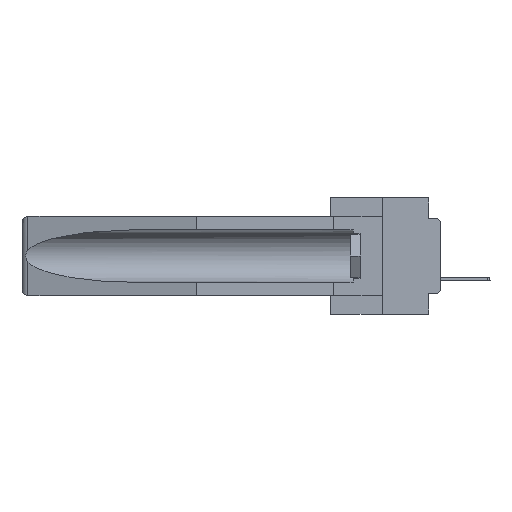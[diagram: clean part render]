
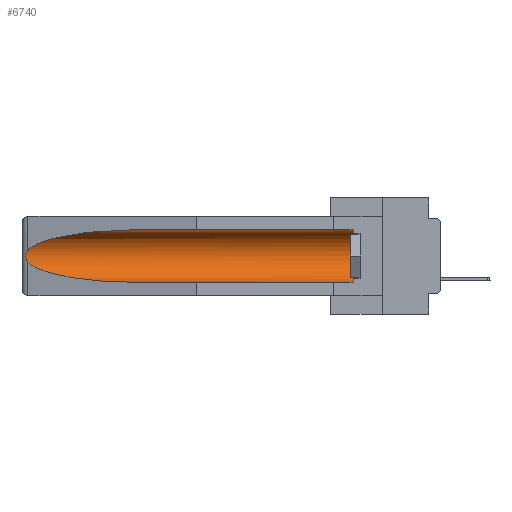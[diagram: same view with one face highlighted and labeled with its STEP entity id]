
A CAD part, left-side view. The second image highlights one B-rep face of the part: STEP entity #6740.
In plain terms, the highlighted cylindrical face has radius 2.857 mm (diameter 5.715 mm), a partial arc.
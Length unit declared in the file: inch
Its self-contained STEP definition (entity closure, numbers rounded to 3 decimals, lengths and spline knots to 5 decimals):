
#273 = CARTESIAN_POINT ( 'NONE',  ( 0.2675, 1.53308, -0.16763 ) ) ;
#379 = VERTEX_POINT ( 'NONE', #32190 ) ;
#460 = ORIENTED_EDGE ( 'NONE', *, *, #9995, .F. ) ;
#1153 = EDGE_CURVE ( 'NONE', #379, #37282, #15908, .T. ) ;
#1901 = VERTEX_POINT ( 'NONE', #36597 ) ;
#3135 = DIRECTION ( 'NONE',  ( 0., 0., 1. ) ) ;
#4902 = ORIENTED_EDGE ( 'NONE', *, *, #10959, .T. ) ;
#5217 = CARTESIAN_POINT ( 'NONE',  ( 0.21114, 1.30732, -0.059 ) ) ;
#5574 = CARTESIAN_POINT ( 'NONE',  ( 0.25451, 1.48313, -0.24835 ) ) ;
#6740 = ADVANCED_FACE ( 'NONE', ( #15976 ), #24576, .F. ) ;
#7173 = CARTESIAN_POINT ( 'NONE',  ( 0.155, -0.30754, -0.059 ) ) ;
#7251 = CARTESIAN_POINT ( 'NONE',  ( 0.155, 1.07973, -0.284 ) ) ;
#8101 = B_SPLINE_CURVE_WITH_KNOTS ( 'NONE', 3,
 ( #16958, #17195, #22749, #8343, #273, #21834, #33267, #33766, #18074, #26726 ),
 .UNSPECIFIED., .F., .F.,
 ( 4, 2, 2, 2, 4 ),
 ( 0., 0.00029, 0.00058, 0.00087, 0.00117 ),
 .UNSPECIFIED. ) ;
#8343 = CARTESIAN_POINT ( 'NONE',  ( 0.2673, 1.5327, -0.16383 ) ) ;
#8382 = DIRECTION ( 'NONE',  ( 0., 1., 0. ) ) ;
#9389 = ORIENTED_EDGE ( 'NONE', *, *, #22216, .T. ) ;
#9815 = CARTESIAN_POINT ( 'NONE',  ( 0.155, -0.30754, -0.284 ) ) ;
#9958 = VECTOR ( 'NONE', #18940, 39.37008 ) ;
#9995 = EDGE_CURVE ( 'NONE', #379, #20451, #10445, .T. ) ;
#10445 = LINE ( 'NONE', #9815, #9958 ) ;
#10885 = ORIENTED_EDGE ( 'NONE', *, *, #1153, .T. ) ;
#10959 = EDGE_CURVE ( 'NONE', #37282, #1901, #17124, .T. ) ;
#13179 = CARTESIAN_POINT ( 'NONE',  ( 0.155, 0.126, -0.059 ) ) ;
#15481 =( BOUNDED_CURVE ( )  B_SPLINE_CURVE ( 3, ( #28439, #5217, #34107, #22524 ),
 .UNSPECIFIED., .F., .F. ) 
 B_SPLINE_CURVE_WITH_KNOTS ( ( 4, 4 ),
 ( 4.71239, 6.08839 ),
 .UNSPECIFIED. ) 
 CURVE ( )  GEOMETRIC_REPRESENTATION_ITEM ( )  RATIONAL_B_SPLINE_CURVE ( ( 1., 0.848, 0.848, 1. ) ) 
 REPRESENTATION_ITEM ( '' )  );
#15766 = ORIENTED_EDGE ( 'NONE', *, *, #35135, .T. ) ;
#15908 = CIRCLE ( 'NONE', #20742, 0.1125 ) ;
#15976 = FACE_OUTER_BOUND ( 'NONE', #28355, .T. ) ;
#16811 = AXIS2_PLACEMENT_3D ( 'NONE', #17330, #17449, #3135 ) ;
#16958 = CARTESIAN_POINT ( 'NONE',  ( 0.26537, 1.52718, -0.14972 ) ) ;
#17124 = LINE ( 'NONE', #7173, #33590 ) ;
#17195 = CARTESIAN_POINT ( 'NONE',  ( 0.26597, 1.52961, -0.15275 ) ) ;
#17330 = CARTESIAN_POINT ( 'NONE',  ( 0.155, -0.30754, -0.1715 ) ) ;
#17449 = DIRECTION ( 'NONE',  ( 0., 1., 0. ) ) ;
#18025 = CARTESIAN_POINT ( 'NONE',  ( 0.26537, 1.52718, -0.19328 ) ) ;
#18074 = CARTESIAN_POINT ( 'NONE',  ( 0.26597, 1.5296, -0.19026 ) ) ;
#18183 = ORIENTED_EDGE ( 'NONE', *, *, #36848, .T. ) ;
#18940 = DIRECTION ( 'NONE',  ( 0., 1., 0. ) ) ;
#19003 = CARTESIAN_POINT ( 'NONE',  ( 0.26537, 1.52718, -0.19328 ) ) ;
#19863 = CARTESIAN_POINT ( 'NONE',  ( 0.155, 1.07973, -0.284 ) ) ;
#19999 = CARTESIAN_POINT ( 'NONE',  ( 0.21114, 1.30732, -0.284 ) ) ;
#20451 = VERTEX_POINT ( 'NONE', #7251 ) ;
#20742 = AXIS2_PLACEMENT_3D ( 'NONE', #27417, #37496, #32392 ) ;
#21512 =( BOUNDED_CURVE ( )  B_SPLINE_CURVE ( 3, ( #19003, #5574, #19999, #19863 ),
 .UNSPECIFIED., .F., .F. ) 
 B_SPLINE_CURVE_WITH_KNOTS ( ( 4, 4 ),
 ( 0.1948, 1.5708 ),
 .UNSPECIFIED. ) 
 CURVE ( )  GEOMETRIC_REPRESENTATION_ITEM ( )  RATIONAL_B_SPLINE_CURVE ( ( 1., 0.848, 0.848, 1. ) ) 
 REPRESENTATION_ITEM ( '' )  );
#21834 = CARTESIAN_POINT ( 'NONE',  ( 0.2675, 1.53308, -0.17534 ) ) ;
#22216 = EDGE_CURVE ( 'NONE', #30035, #23982, #8101, .T. ) ;
#22524 = CARTESIAN_POINT ( 'NONE',  ( 0.26537, 1.52718, -0.14972 ) ) ;
#22749 = CARTESIAN_POINT ( 'NONE',  ( 0.26654, 1.53092, -0.15636 ) ) ;
#23982 = VERTEX_POINT ( 'NONE', #18025 ) ;
#24576 = CYLINDRICAL_SURFACE ( 'NONE', #16811, 0.1125 ) ;
#26726 = CARTESIAN_POINT ( 'NONE',  ( 0.26537, 1.52718, -0.19328 ) ) ;
#27417 = CARTESIAN_POINT ( 'NONE',  ( 0.155, 0.126, -0.1715 ) ) ;
#28355 = EDGE_LOOP ( 'NONE', ( #18183, #9389, #15766, #460, #10885, #4902 ) ) ;
#28439 = CARTESIAN_POINT ( 'NONE',  ( 0.155, 1.07973, -0.059 ) ) ;
#30035 = VERTEX_POINT ( 'NONE', #36710 ) ;
#32190 = CARTESIAN_POINT ( 'NONE',  ( 0.155, 0.126, -0.284 ) ) ;
#32392 = DIRECTION ( 'NONE',  ( 0., 0., 1. ) ) ;
#33267 = CARTESIAN_POINT ( 'NONE',  ( 0.2673, 1.53269, -0.17917 ) ) ;
#33590 = VECTOR ( 'NONE', #8382, 39.37008 ) ;
#33766 = CARTESIAN_POINT ( 'NONE',  ( 0.26655, 1.53094, -0.18657 ) ) ;
#34107 = CARTESIAN_POINT ( 'NONE',  ( 0.25451, 1.48313, -0.09465 ) ) ;
#35135 = EDGE_CURVE ( 'NONE', #23982, #20451, #21512, .T. ) ;
#36597 = CARTESIAN_POINT ( 'NONE',  ( 0.155, 1.07973, -0.059 ) ) ;
#36710 = CARTESIAN_POINT ( 'NONE',  ( 0.26537, 1.52718, -0.14972 ) ) ;
#36848 = EDGE_CURVE ( 'NONE', #1901, #30035, #15481, .T. ) ;
#37282 = VERTEX_POINT ( 'NONE', #13179 ) ;
#37496 = DIRECTION ( 'NONE',  ( 0., -1., 0. ) ) ;
